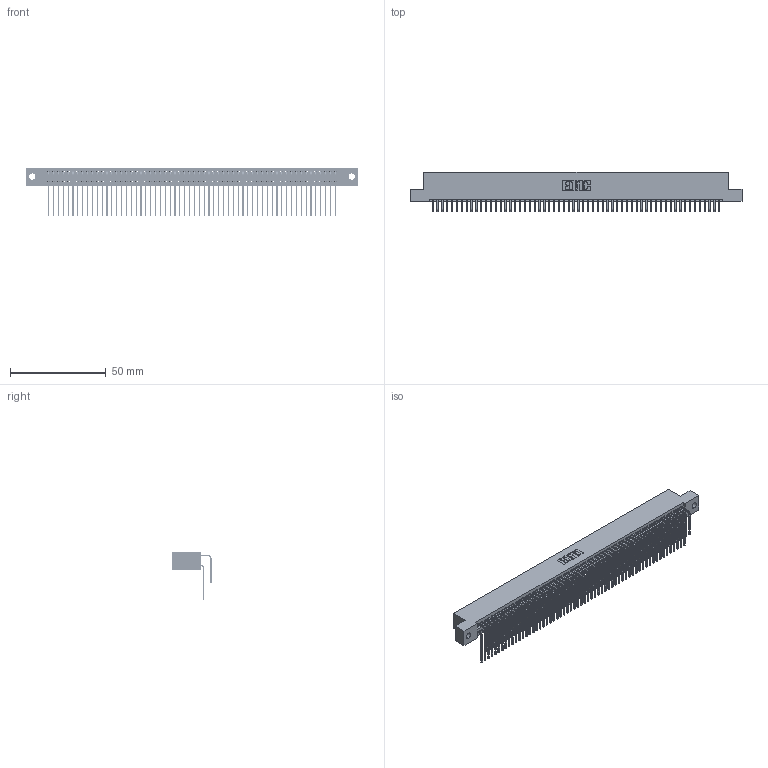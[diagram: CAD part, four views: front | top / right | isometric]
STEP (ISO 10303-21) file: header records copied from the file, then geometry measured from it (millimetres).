
FILE_DESCRIPTION (( 'STEP AP203' ), '1' );
FILE_NAME ('345-120-559-202.STEP', '2019-11-06T04:20:33', ( '' ), ( '' ), 'SwSTEP 2.0', 'SolidWorks 2016', '' );
FILE_SCHEMA (( 'CONFIG_CONTROL_DESIGN' ));
Length unit declared in the file: inch
Products named in the file (4): 345-292-001_559 Tail - 2; 345-292-001_558 559 Tail - 1; 345-120-559-202; 345 Part_Flush Mounting Lugs - 0.128 Dia
Assembly tree (121 placements, depth 2):
  345-120-559-202
    345 Part_Flush Mounting Lugs - 0.128 Dia
    345-292-001_558 559 Tail - 1  x60
    345-292-001_559 Tail - 2  x60
Bounding box: 173.61 x 20.56 x 25.53 mm (x, y, z)
Volume: 17687.2 mm3; surface area: 29475.7 mm2
Topology: 121 solids, 121 shells, 6366 faces, 18941 edges, 12466 vertices
Faces by surface type: plane 4280, cylinder 2086
Entity records: 46309 total; most frequent: CARTESIAN_POINT 7791, ORIENTED_EDGE 7674, DIRECTION 6821, EDGE_CURVE 3837, VECTOR 3425, LINE 3425, VERTEX_POINT 2554, AXIS2_PLACEMENT_3D 1698
